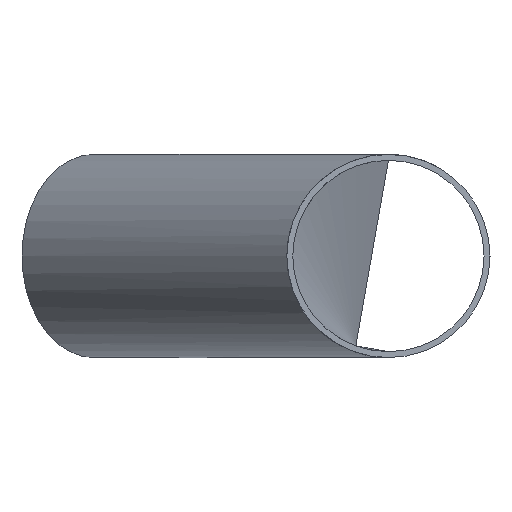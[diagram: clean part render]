
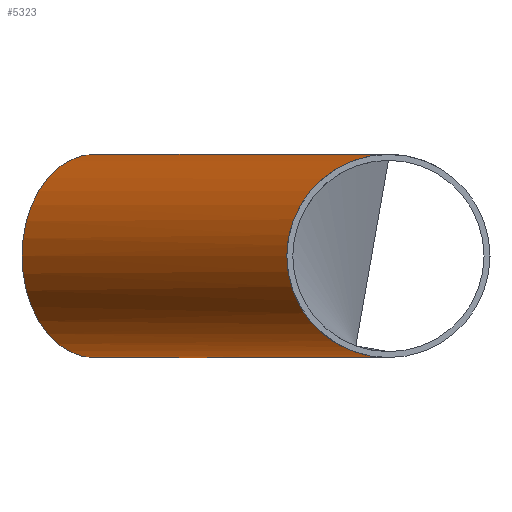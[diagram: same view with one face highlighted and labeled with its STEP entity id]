
A CAD part, left-side view. The second image highlights one B-rep face of the part: STEP entity #5323.
In plain terms, the highlighted cylindrical face has radius 44.45 mm (diameter 88.9 mm), a full revolution.
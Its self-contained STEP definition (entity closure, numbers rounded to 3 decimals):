
#1088 = CARTESIAN_POINT ( 'NONE',  ( -44.312, 0., -44.45 ) ) ;
#1992 = CARTESIAN_POINT ( 'NONE',  ( 53.171, 160.345, 0. ) ) ;
#2599 = CARTESIAN_POINT ( 'NONE',  ( 84.602, 128.914, 0. ) ) ;
#3305 = AXIS2_PLACEMENT_3D ( 'NONE', #2599, #8402, #21108 ) ;
#3797 = CYLINDRICAL_SURFACE ( 'NONE', #19378, 44.45 ) ;
#3975 = EDGE_CURVE ( 'NONE', #18275, #21327, #19462, .T. ) ;
#4405 = EDGE_CURVE ( 'NONE', #21327, #18275, #21371, .T. ) ;
#5054 = CARTESIAN_POINT ( 'NONE',  ( 84.602, 128.914, 0. ) ) ;
#5266 = ORIENTED_EDGE ( 'NONE', *, *, #7648, .F. ) ;
#5323 = ADVANCED_FACE ( 'NONE', ( #13041, #14184 ), #3797, .T. ) ;
#7041 = CARTESIAN_POINT ( 'NONE',  ( -44.312, 0., 44.45 ) ) ;
#7648 = EDGE_CURVE ( 'NONE', #14833, #14833, #22115, .T. ) ;
#8402 = DIRECTION ( 'NONE',  ( 0.707, 0.707, 0. ) ) ;
#10070 = CARTESIAN_POINT ( 'NONE',  ( -44.312, 0., 44.45 ) ) ;
#11541 = DIRECTION ( 'NONE',  ( -0.707, 0.707, 0. ) ) ;
#12339 = CARTESIAN_POINT ( 'NONE',  ( -44.312, 0., -44.45 ) ) ;
#13041 = FACE_OUTER_BOUND ( 'NONE', #20756, .T. ) ;
#13645 = ORIENTED_EDGE ( 'NONE', *, *, #4405, .F. ) ;
#13675 = CARTESIAN_POINT ( 'NONE',  ( -44.312, 0., 44.45 ) ) ;
#13925 = CARTESIAN_POINT ( 'NONE',  ( 170.312, 88.9, 44.45 ) ) ;
#14184 = FACE_OUTER_BOUND ( 'NONE', #21688, .T. ) ;
#14330 = CARTESIAN_POINT ( 'NONE',  ( -81.135, 88.9, 44.45 ) ) ;
#14833 = VERTEX_POINT ( 'NONE', #1992 ) ;
#18275 = VERTEX_POINT ( 'NONE', #13675 ) ;
#19378 = AXIS2_PLACEMENT_3D ( 'NONE', #5054, #24026, #11541 ) ;
#19462 =( BOUNDED_CURVE ( )  B_SPLINE_CURVE ( 3, ( #7041, #14330, #20012, #12339 ),
 .UNSPECIFIED., .F., .F. ) 
 B_SPLINE_CURVE_WITH_KNOTS ( ( 4, 4 ),
 ( 4.712, 7.854 ),
 .UNSPECIFIED. ) 
 CURVE ( )  GEOMETRIC_REPRESENTATION_ITEM ( )  RATIONAL_B_SPLINE_CURVE ( ( 1., 0.333, 0.333, 1. ) ) 
 REPRESENTATION_ITEM ( '' )  );
#19532 = CARTESIAN_POINT ( 'NONE',  ( 170.312, 88.9, -44.45 ) ) ;
#20012 = CARTESIAN_POINT ( 'NONE',  ( -81.135, 88.9, -44.45 ) ) ;
#20756 = EDGE_LOOP ( 'NONE', ( #13645, #22717 ) ) ;
#21108 = DIRECTION ( 'NONE',  ( -0.707, 0.707, 0. ) ) ;
#21240 = CARTESIAN_POINT ( 'NONE',  ( -44.312, 0., -44.45 ) ) ;
#21327 = VERTEX_POINT ( 'NONE', #21240 ) ;
#21371 =( BOUNDED_CURVE ( )  B_SPLINE_CURVE ( 3, ( #1088, #19532, #13925, #10070 ),
 .UNSPECIFIED., .F., .F. ) 
 B_SPLINE_CURVE_WITH_KNOTS ( ( 4, 4 ),
 ( 1.571, 4.712 ),
 .UNSPECIFIED. ) 
 CURVE ( )  GEOMETRIC_REPRESENTATION_ITEM ( )  RATIONAL_B_SPLINE_CURVE ( ( 1., 0.333, 0.333, 1. ) ) 
 REPRESENTATION_ITEM ( '' )  );
#21688 = EDGE_LOOP ( 'NONE', ( #5266 ) ) ;
#22115 = CIRCLE ( 'NONE', #3305, 44.45 ) ;
#22717 = ORIENTED_EDGE ( 'NONE', *, *, #3975, .F. ) ;
#24026 = DIRECTION ( 'NONE',  ( 0.707, 0.707, 0. ) ) ;
